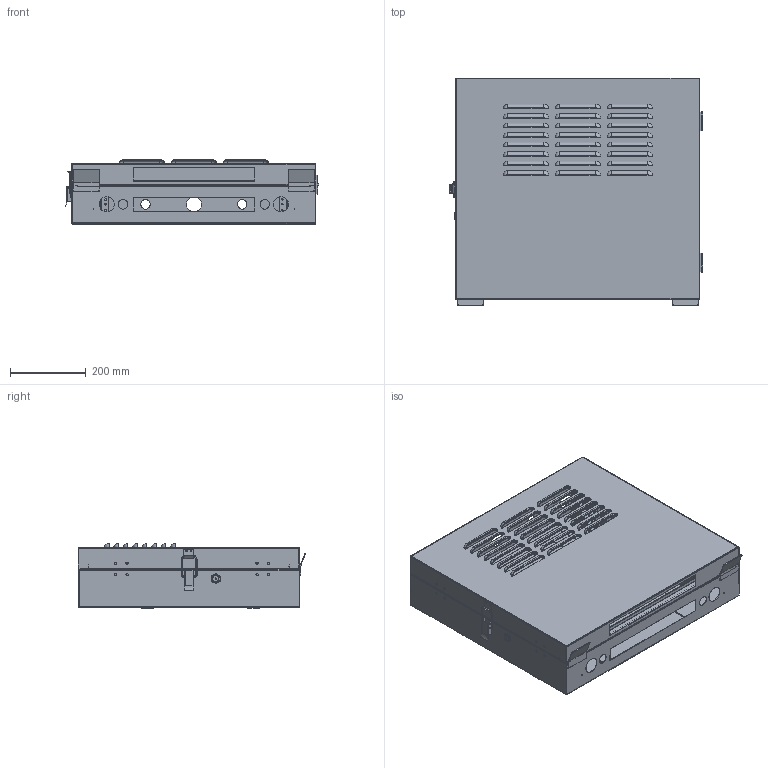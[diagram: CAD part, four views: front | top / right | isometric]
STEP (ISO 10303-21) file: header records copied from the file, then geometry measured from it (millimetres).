
FILE_DESCRIPTION (( 'STEP AP214' ), '1' );
FILE_NAME ('SMC-F3U400-WT_3D.step', '2024-03-04T16:52:15', ( '' ), ( '' ), 'SwSTEP 2.0', 'SolidWorks 2022', '' );
FILE_SCHEMA (( 'AUTOMOTIVE_DESIGN' ));
Length unit declared in the file: inch
Products named in the file (23): SM_DOOR ASSY, 3U X 400mm X 26; SM_DOOR, 3U X 400mm X 26; SM_MNT BRKT, RIGHT, 3U, 400mm; SM_MNT RAIL, HORIZONTAL, 3U; SM_LATCH PLATE; SM_ENCLOSURE BASE, 3U X 400mm X 26; SM_LOCKING CAM; SM_LATCH ASSY, 2U; SM_LEAD_IN_PLATE; SM_ENCLOSURE BASE ASSY, 3U X 400mm X 26; SM_MNT BRKT, LEFT, 3U, 400mm; SM_BACK_SUPPORT; SM_PNL MNT BRKT, 2U, RIGHT; SM_LOCK ASSY; SM_2U HINGE; SM_M5-1N; SM_PATCH BRKT, 2U, LEFT; SM_PNL MNT BRKT, 2U, LEFT; SMC-F3U400-WT_3D; SM_LOCK MECHANISM; SM_PATCH BRKT, 2U, RIGHT; SM_607-1B; SM_607-1A
Assembly tree (45 placements, depth 4):
  SMC-F3U400-WT_3D
    SM_DOOR ASSY, 3U X 400mm X 26
      SM_DOOR, 3U X 400mm X 26
      SM_LATCH PLATE
    SM_ENCLOSURE BASE ASSY, 3U X 400mm X 26
      SM_ENCLOSURE BASE, 3U X 400mm X 26
      SM_BACK_SUPPORT  x2
      SM_M5-1N  x20
      SM_PATCH BRKT, 2U, LEFT
      SM_PNL MNT BRKT, 2U, LEFT
      SM_MNT RAIL, HORIZONTAL, 3U  x2
      SM_MNT BRKT, LEFT, 3U, 400mm
      SM_LATCH ASSY, 2U
        SM_607-1A
        SM_607-1B
      SM_LOCK ASSY
        SM_LOCK MECHANISM
        SM_LOCKING CAM
      SM_LEAD_IN_PLATE  x2
      SM_PATCH BRKT, 2U, RIGHT
      SM_PNL MNT BRKT, 2U, RIGHT
      SM_MNT BRKT, RIGHT, 3U, 400mm
    SM_2U HINGE  x2
Bounding box: 666.87 x 599.14 x 169.23 mm (x, y, z)
Volume: 2235534.4 mm3; surface area: 2936058.6 mm2
Topology: 39 solids, 50 shells, 2032 faces, 5550 edges, 3616 vertices
Faces by surface type: cylinder 1003, plane 863, torus 90, bspline 73, cone 2, sphere 1
Entity records: 95327 total; most frequent: CARTESIAN_POINT 29216, ORIENTED_EDGE 9545, DIRECTION 9231, EDGE_CURVE 4812, AXIS2_PLACEMENT_3D 3271, VERTEX_POINT 3124, VECTOR 2689, LINE 2689
